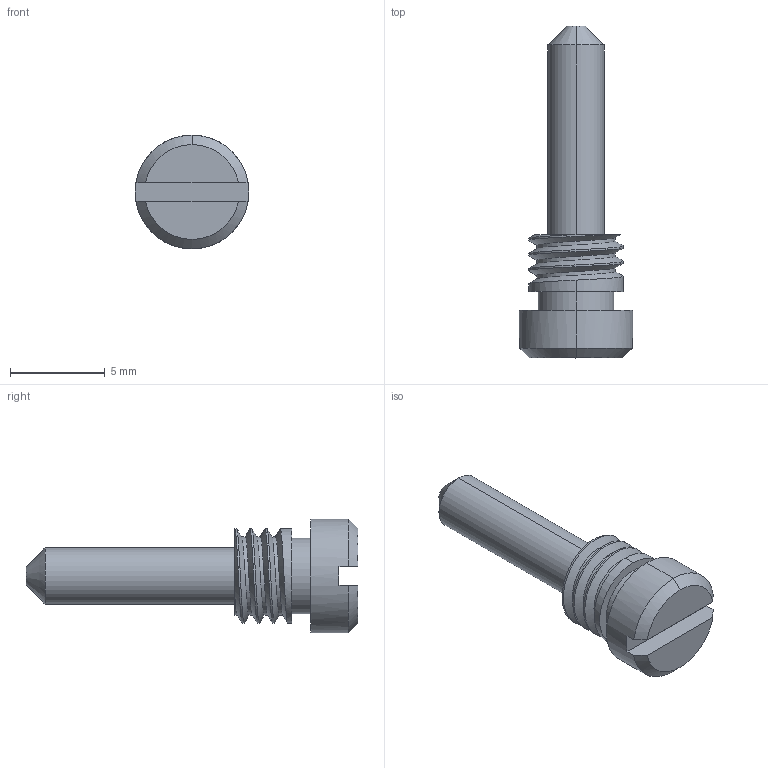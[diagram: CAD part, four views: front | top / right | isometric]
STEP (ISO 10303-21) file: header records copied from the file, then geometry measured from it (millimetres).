
FILE_DESCRIPTION (( 'STEP AP214' ), '1' );
FILE_NAME ('Shoulder Bolt.STEP', '2024-10-08T20:46:13', ( '' ), ( '' ), 'SwSTEP 2.0', 'SolidWorks 2024', '' );
FILE_SCHEMA (( 'AUTOMOTIVE_DESIGN' ));
Length unit declared in the file: millimetre
Products named in the file (1): Shoulder Bolt
Bounding box: 6 x 17.5 x 6 mm (x, y, z)
Volume: 196.8 mm3; surface area: 293.5 mm2
Topology: 1 solids, 1 shells, 33 faces, 78 edges, 50 vertices
Faces by surface type: cylinder 15, plane 10, cone 5, bspline 3
Entity records: 2375 total; most frequent: CARTESIAN_POINT 1645, ORIENTED_EDGE 156, DIRECTION 139, EDGE_CURVE 78, AXIS2_PLACEMENT_3D 55, VERTEX_POINT 50, EDGE_LOOP 36, FACE_OUTER_BOUND 33
